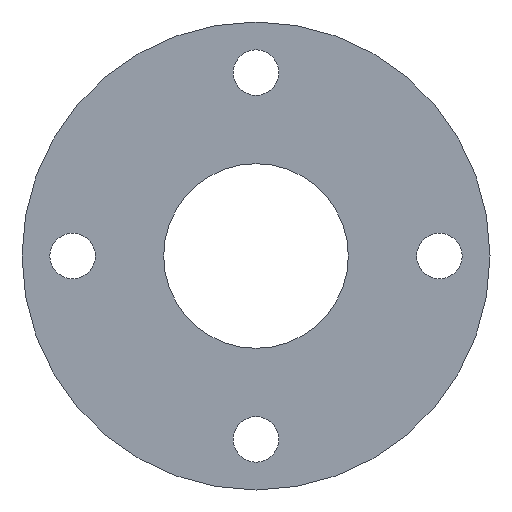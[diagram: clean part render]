
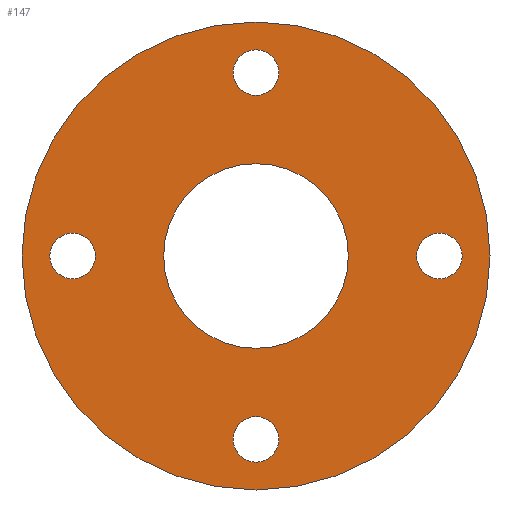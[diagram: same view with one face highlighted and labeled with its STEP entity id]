
A CAD part, front view. The second image highlights one B-rep face of the part: STEP entity #147.
In plain terms, the highlighted planar face has unit normal (0, -1, 0).
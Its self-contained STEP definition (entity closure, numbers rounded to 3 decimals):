
#1 = DIRECTION ( 'NONE',  ( 0., 0., 1. ) ) ;
#10 = EDGE_CURVE ( 'NONE', #323, #556, #359, .T. ) ;
#11 = EDGE_LOOP ( 'NONE', ( #560, #276 ) ) ;
#14 = DIRECTION ( 'NONE',  ( 0., 0., -1. ) ) ;
#23 = ORIENTED_EDGE ( 'NONE', *, *, #175, .F. ) ;
#25 = VERTEX_POINT ( 'NONE', #391 ) ;
#29 = FACE_OUTER_BOUND ( 'NONE', #118, .T. ) ;
#32 = DIRECTION ( 'NONE',  ( 0., 0., -1. ) ) ;
#35 = EDGE_CURVE ( 'NONE', #347, #405, #446, .T. ) ;
#36 = CARTESIAN_POINT ( 'NONE',  ( 0., 0., -72.5 ) ) ;
#38 = AXIS2_PLACEMENT_3D ( 'NONE', #117, #378, #466 ) ;
#39 = CIRCLE ( 'NONE', #286, 9. ) ;
#48 = CARTESIAN_POINT ( 'NONE',  ( 0., 0., -63.5 ) ) ;
#69 = EDGE_LOOP ( 'NONE', ( #131, #259 ) ) ;
#71 = DIRECTION ( 'NONE',  ( 0., 0., 1. ) ) ;
#75 = DIRECTION ( 'NONE',  ( 0., 0., 1. ) ) ;
#77 = AXIS2_PLACEMENT_3D ( 'NONE', #239, #421, #14 ) ;
#86 = CIRCLE ( 'NONE', #135, 9. ) ;
#100 = CARTESIAN_POINT ( 'NONE',  ( 0., 0., -81.5 ) ) ;
#107 = DIRECTION ( 'NONE',  ( 0., 1., 0. ) ) ;
#113 = AXIS2_PLACEMENT_3D ( 'NONE', #476, #150, #75 ) ;
#114 = VERTEX_POINT ( 'NONE', #529 ) ;
#115 = CARTESIAN_POINT ( 'NONE',  ( 81.5, 0., 0. ) ) ;
#117 = CARTESIAN_POINT ( 'NONE',  ( -72.5, 0., 0. ) ) ;
#118 = EDGE_LOOP ( 'NONE', ( #495, #192 ) ) ;
#122 = CIRCLE ( 'NONE', #243, 92.5 ) ;
#127 = DIRECTION ( 'NONE',  ( 0., -1., 0. ) ) ;
#131 = ORIENTED_EDGE ( 'NONE', *, *, #506, .F. ) ;
#135 = AXIS2_PLACEMENT_3D ( 'NONE', #331, #342, #521 ) ;
#137 = CIRCLE ( 'NONE', #533, 9. ) ;
#143 = DIRECTION ( 'NONE',  ( 0., 0., 1. ) ) ;
#146 = CIRCLE ( 'NONE', #324, 36.5 ) ;
#147 = ADVANCED_FACE ( 'NONE', ( #299, #251, #438, #223, #167, #29 ), #304, .T. ) ;
#148 = VERTEX_POINT ( 'NONE', #174 ) ;
#150 = DIRECTION ( 'NONE',  ( 0., 1., 0. ) ) ;
#151 = CARTESIAN_POINT ( 'NONE',  ( 0., 0., -36.5 ) ) ;
#157 = EDGE_LOOP ( 'NONE', ( #355, #385 ) ) ;
#160 = CARTESIAN_POINT ( 'NONE',  ( 72.5, 0., 0. ) ) ;
#167 = FACE_BOUND ( 'NONE', #157, .T. ) ;
#172 = DIRECTION ( 'NONE',  ( 0., -1., 0. ) ) ;
#174 = CARTESIAN_POINT ( 'NONE',  ( -63.5, 0., 0. ) ) ;
#175 = EDGE_CURVE ( 'NONE', #405, #347, #216, .T. ) ;
#176 = CARTESIAN_POINT ( 'NONE',  ( 0., 0., 36.5 ) ) ;
#178 = VERTEX_POINT ( 'NONE', #398 ) ;
#182 = CARTESIAN_POINT ( 'NONE',  ( 0., 0., 0. ) ) ;
#189 = ORIENTED_EDGE ( 'NONE', *, *, #190, .F. ) ;
#190 = EDGE_CURVE ( 'NONE', #434, #238, #39, .T. ) ;
#192 = ORIENTED_EDGE ( 'NONE', *, *, #422, .F. ) ;
#205 = CARTESIAN_POINT ( 'NONE',  ( 0., 0., 0. ) ) ;
#216 = CIRCLE ( 'NONE', #551, 9. ) ;
#217 = AXIS2_PLACEMENT_3D ( 'NONE', #182, #501, #143 ) ;
#223 = FACE_BOUND ( 'NONE', #415, .T. ) ;
#227 = DIRECTION ( 'NONE',  ( 0., -1., 0. ) ) ;
#238 = VERTEX_POINT ( 'NONE', #48 ) ;
#239 = CARTESIAN_POINT ( 'NONE',  ( 0., 0., -72.5 ) ) ;
#243 = AXIS2_PLACEMENT_3D ( 'NONE', #205, #247, #432 ) ;
#247 = DIRECTION ( 'NONE',  ( 0., 1., 0. ) ) ;
#251 = FACE_BOUND ( 'NONE', #69, .T. ) ;
#256 = CARTESIAN_POINT ( 'NONE',  ( 72.5, 0., 0. ) ) ;
#259 = ORIENTED_EDGE ( 'NONE', *, *, #296, .F. ) ;
#266 = DIRECTION ( 'NONE',  ( 0., 0., -1. ) ) ;
#269 = CARTESIAN_POINT ( 'NONE',  ( 0., 0., 72.5 ) ) ;
#271 = AXIS2_PLACEMENT_3D ( 'NONE', #400, #354, #32 ) ;
#276 = ORIENTED_EDGE ( 'NONE', *, *, #314, .F. ) ;
#286 = AXIS2_PLACEMENT_3D ( 'NONE', #36, #227, #266 ) ;
#287 = CIRCLE ( 'NONE', #217, 92.5 ) ;
#296 = EDGE_CURVE ( 'NONE', #419, #25, #86, .T. ) ;
#299 = FACE_BOUND ( 'NONE', #11, .T. ) ;
#304 = PLANE ( 'NONE',  #271 ) ;
#310 = EDGE_LOOP ( 'NONE', ( #474, #23 ) ) ;
#311 = EDGE_CURVE ( 'NONE', #556, #323, #146, .T. ) ;
#314 = EDGE_CURVE ( 'NONE', #148, #178, #409, .T. ) ;
#315 = CARTESIAN_POINT ( 'NONE',  ( 63.5, 0., 0. ) ) ;
#320 = EDGE_CURVE ( 'NONE', #238, #434, #368, .T. ) ;
#323 = VERTEX_POINT ( 'NONE', #151 ) ;
#324 = AXIS2_PLACEMENT_3D ( 'NONE', #424, #107, #71 ) ;
#331 = CARTESIAN_POINT ( 'NONE',  ( 0., 0., 72.5 ) ) ;
#342 = DIRECTION ( 'NONE',  ( 0., -1., 0. ) ) ;
#347 = VERTEX_POINT ( 'NONE', #115 ) ;
#354 = DIRECTION ( 'NONE',  ( 0., -1., 0. ) ) ;
#355 = ORIENTED_EDGE ( 'NONE', *, *, #311, .T. ) ;
#359 = CIRCLE ( 'NONE', #113, 36.5 ) ;
#364 = CARTESIAN_POINT ( 'NONE',  ( 0., 0., 92.5 ) ) ;
#366 = CARTESIAN_POINT ( 'NONE',  ( -72.5, 0., 0. ) ) ;
#368 = CIRCLE ( 'NONE', #77, 9. ) ;
#378 = DIRECTION ( 'NONE',  ( 0., -1., 0. ) ) ;
#379 = CIRCLE ( 'NONE', #544, 9. ) ;
#385 = ORIENTED_EDGE ( 'NONE', *, *, #10, .T. ) ;
#391 = CARTESIAN_POINT ( 'NONE',  ( 0., 0., 81.5 ) ) ;
#396 = ORIENTED_EDGE ( 'NONE', *, *, #320, .F. ) ;
#397 = EDGE_CURVE ( 'NONE', #426, #114, #122, .T. ) ;
#398 = CARTESIAN_POINT ( 'NONE',  ( -81.5, 0., 0. ) ) ;
#400 = CARTESIAN_POINT ( 'NONE',  ( -92.5, 0., 0. ) ) ;
#405 = VERTEX_POINT ( 'NONE', #315 ) ;
#409 = CIRCLE ( 'NONE', #38, 9. ) ;
#411 = CARTESIAN_POINT ( 'NONE',  ( 0., 0., 63.5 ) ) ;
#415 = EDGE_LOOP ( 'NONE', ( #189, #396 ) ) ;
#419 = VERTEX_POINT ( 'NONE', #411 ) ;
#421 = DIRECTION ( 'NONE',  ( 0., -1., 0. ) ) ;
#422 = EDGE_CURVE ( 'NONE', #114, #426, #287, .T. ) ;
#424 = CARTESIAN_POINT ( 'NONE',  ( 0., 0., 0. ) ) ;
#426 = VERTEX_POINT ( 'NONE', #364 ) ;
#432 = DIRECTION ( 'NONE',  ( 0., 0., 1. ) ) ;
#434 = VERTEX_POINT ( 'NONE', #100 ) ;
#438 = FACE_BOUND ( 'NONE', #310, .T. ) ;
#446 = CIRCLE ( 'NONE', #471, 9. ) ;
#466 = DIRECTION ( 'NONE',  ( -1., 0., 0. ) ) ;
#471 = AXIS2_PLACEMENT_3D ( 'NONE', #160, #526, #566 ) ;
#474 = ORIENTED_EDGE ( 'NONE', *, *, #35, .F. ) ;
#476 = CARTESIAN_POINT ( 'NONE',  ( 0., 0., 0. ) ) ;
#495 = ORIENTED_EDGE ( 'NONE', *, *, #397, .F. ) ;
#499 = EDGE_CURVE ( 'NONE', #178, #148, #379, .T. ) ;
#501 = DIRECTION ( 'NONE',  ( 0., 1., 0. ) ) ;
#506 = EDGE_CURVE ( 'NONE', #25, #419, #137, .T. ) ;
#521 = DIRECTION ( 'NONE',  ( 0., 0., 1. ) ) ;
#526 = DIRECTION ( 'NONE',  ( 0., -1., 0. ) ) ;
#529 = CARTESIAN_POINT ( 'NONE',  ( 0., 0., -92.5 ) ) ;
#533 = AXIS2_PLACEMENT_3D ( 'NONE', #269, #127, #1 ) ;
#534 = DIRECTION ( 'NONE',  ( 0., -1., 0. ) ) ;
#544 = AXIS2_PLACEMENT_3D ( 'NONE', #366, #172, #548 ) ;
#548 = DIRECTION ( 'NONE',  ( -1., 0., 0. ) ) ;
#551 = AXIS2_PLACEMENT_3D ( 'NONE', #256, #534, #591 ) ;
#556 = VERTEX_POINT ( 'NONE', #176 ) ;
#560 = ORIENTED_EDGE ( 'NONE', *, *, #499, .F. ) ;
#566 = DIRECTION ( 'NONE',  ( 1., 0., 0. ) ) ;
#591 = DIRECTION ( 'NONE',  ( 1., 0., 0. ) ) ;
